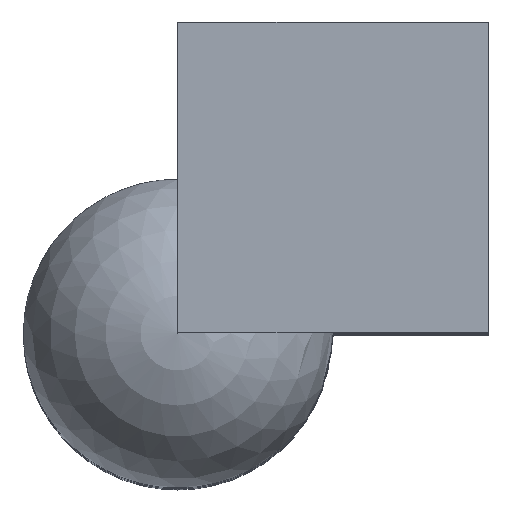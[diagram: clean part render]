
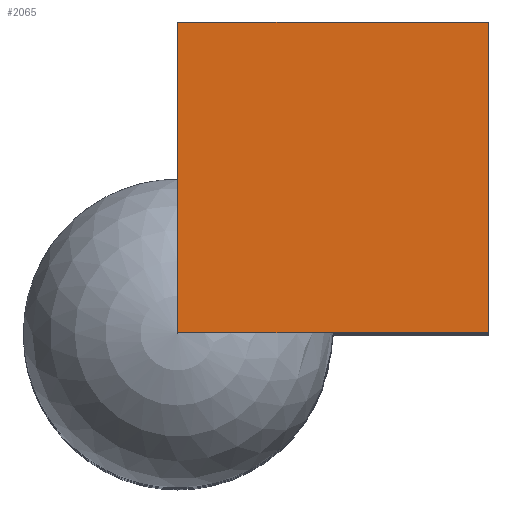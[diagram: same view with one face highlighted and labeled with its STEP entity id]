
A CAD part, top view. The second image highlights one B-rep face of the part: STEP entity #2065.
In plain terms, the highlighted planar face has unit normal (0, 0, 1).
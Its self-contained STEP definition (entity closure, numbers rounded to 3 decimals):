
#1751 = VERTEX_POINT('',#1752);
#1752 = CARTESIAN_POINT('',(0.,0.,10.));
#1759 = PLANE('',#1760);
#1760 = AXIS2_PLACEMENT_3D('',#1761,#1762,#1763);
#1761 = CARTESIAN_POINT('',(0.,0.,0.));
#1762 = DIRECTION('',(1.,0.,-0.));
#1763 = DIRECTION('',(0.,0.,1.));
#1771 = PLANE('',#1772);
#1772 = AXIS2_PLACEMENT_3D('',#1773,#1774,#1775);
#1773 = CARTESIAN_POINT('',(0.,0.,0.));
#1774 = DIRECTION('',(-0.,1.,0.));
#1775 = DIRECTION('',(0.,0.,1.));
#1812 = VERTEX_POINT('',#1813);
#1813 = CARTESIAN_POINT('',(0.,10.,10.));
#1827 = PLANE('',#1828);
#1828 = AXIS2_PLACEMENT_3D('',#1829,#1830,#1831);
#1829 = CARTESIAN_POINT('',(0.,10.,0.));
#1830 = DIRECTION('',(-0.,1.,0.));
#1831 = DIRECTION('',(0.,0.,1.));
#1839 = EDGE_CURVE('',#1751,#1812,#1840,.T.);
#1840 = SURFACE_CURVE('',#1841,(#1845,#1852),.PCURVE_S1.);
#1841 = LINE('',#1842,#1843);
#1842 = CARTESIAN_POINT('',(0.,0.,10.));
#1843 = VECTOR('',#1844,1.);
#1844 = DIRECTION('',(-0.,1.,0.));
#1845 = PCURVE('',#1759,#1846);
#1846 = DEFINITIONAL_REPRESENTATION('',(#1847),#1851);
#1847 = LINE('',#1848,#1849);
#1848 = CARTESIAN_POINT('',(10.,0.));
#1849 = VECTOR('',#1850,1.);
#1850 = DIRECTION('',(0.,-1.));
#1851 = ( GEOMETRIC_REPRESENTATION_CONTEXT(2) 
PARAMETRIC_REPRESENTATION_CONTEXT() REPRESENTATION_CONTEXT('2D SPACE',''
  ) );
#1852 = PCURVE('',#1853,#1858);
#1853 = PLANE('',#1854);
#1854 = AXIS2_PLACEMENT_3D('',#1855,#1856,#1857);
#1855 = CARTESIAN_POINT('',(0.,0.,10.));
#1856 = DIRECTION('',(0.,0.,1.));
#1857 = DIRECTION('',(1.,0.,-0.));
#1858 = DEFINITIONAL_REPRESENTATION('',(#1859),#1863);
#1859 = LINE('',#1860,#1861);
#1860 = CARTESIAN_POINT('',(0.,0.));
#1861 = VECTOR('',#1862,1.);
#1862 = DIRECTION('',(0.,1.));
#1863 = ( GEOMETRIC_REPRESENTATION_CONTEXT(2) 
PARAMETRIC_REPRESENTATION_CONTEXT() REPRESENTATION_CONTEXT('2D SPACE',''
  ) );
#1871 = VERTEX_POINT('',#1872);
#1872 = CARTESIAN_POINT('',(10.,0.,10.));
#1879 = PLANE('',#1880);
#1880 = AXIS2_PLACEMENT_3D('',#1881,#1882,#1883);
#1881 = CARTESIAN_POINT('',(10.,0.,0.));
#1882 = DIRECTION('',(1.,0.,-0.));
#1883 = DIRECTION('',(0.,0.,1.));
#1922 = VERTEX_POINT('',#1923);
#1923 = CARTESIAN_POINT('',(10.,10.,10.));
#1944 = EDGE_CURVE('',#1871,#1922,#1945,.T.);
#1945 = SURFACE_CURVE('',#1946,(#1950,#1957),.PCURVE_S1.);
#1946 = LINE('',#1947,#1948);
#1947 = CARTESIAN_POINT('',(10.,0.,10.));
#1948 = VECTOR('',#1949,1.);
#1949 = DIRECTION('',(0.,1.,0.));
#1950 = PCURVE('',#1879,#1951);
#1951 = DEFINITIONAL_REPRESENTATION('',(#1952),#1956);
#1952 = LINE('',#1953,#1954);
#1953 = CARTESIAN_POINT('',(10.,0.));
#1954 = VECTOR('',#1955,1.);
#1955 = DIRECTION('',(0.,-1.));
#1956 = ( GEOMETRIC_REPRESENTATION_CONTEXT(2) 
PARAMETRIC_REPRESENTATION_CONTEXT() REPRESENTATION_CONTEXT('2D SPACE',''
  ) );
#1957 = PCURVE('',#1853,#1958);
#1958 = DEFINITIONAL_REPRESENTATION('',(#1959),#1963);
#1959 = LINE('',#1960,#1961);
#1960 = CARTESIAN_POINT('',(10.,0.));
#1961 = VECTOR('',#1962,1.);
#1962 = DIRECTION('',(0.,1.));
#1963 = ( GEOMETRIC_REPRESENTATION_CONTEXT(2) 
PARAMETRIC_REPRESENTATION_CONTEXT() REPRESENTATION_CONTEXT('2D SPACE',''
  ) );
#1990 = EDGE_CURVE('',#1751,#1871,#1991,.T.);
#1991 = SURFACE_CURVE('',#1992,(#1996,#2003),.PCURVE_S1.);
#1992 = LINE('',#1993,#1994);
#1993 = CARTESIAN_POINT('',(0.,0.,10.));
#1994 = VECTOR('',#1995,1.);
#1995 = DIRECTION('',(1.,0.,-0.));
#1996 = PCURVE('',#1771,#1997);
#1997 = DEFINITIONAL_REPRESENTATION('',(#1998),#2002);
#1998 = LINE('',#1999,#2000);
#1999 = CARTESIAN_POINT('',(10.,0.));
#2000 = VECTOR('',#2001,1.);
#2001 = DIRECTION('',(0.,1.));
#2002 = ( GEOMETRIC_REPRESENTATION_CONTEXT(2) 
PARAMETRIC_REPRESENTATION_CONTEXT() REPRESENTATION_CONTEXT('2D SPACE',''
  ) );
#2003 = PCURVE('',#1853,#2004);
#2004 = DEFINITIONAL_REPRESENTATION('',(#2005),#2009);
#2005 = LINE('',#2006,#2007);
#2006 = CARTESIAN_POINT('',(0.,0.));
#2007 = VECTOR('',#2008,1.);
#2008 = DIRECTION('',(1.,0.));
#2009 = ( GEOMETRIC_REPRESENTATION_CONTEXT(2) 
PARAMETRIC_REPRESENTATION_CONTEXT() REPRESENTATION_CONTEXT('2D SPACE',''
  ) );
#2037 = EDGE_CURVE('',#1812,#1922,#2038,.T.);
#2038 = SURFACE_CURVE('',#2039,(#2043,#2050),.PCURVE_S1.);
#2039 = LINE('',#2040,#2041);
#2040 = CARTESIAN_POINT('',(0.,10.,10.));
#2041 = VECTOR('',#2042,1.);
#2042 = DIRECTION('',(1.,0.,-0.));
#2043 = PCURVE('',#1827,#2044);
#2044 = DEFINITIONAL_REPRESENTATION('',(#2045),#2049);
#2045 = LINE('',#2046,#2047);
#2046 = CARTESIAN_POINT('',(10.,0.));
#2047 = VECTOR('',#2048,1.);
#2048 = DIRECTION('',(0.,1.));
#2049 = ( GEOMETRIC_REPRESENTATION_CONTEXT(2) 
PARAMETRIC_REPRESENTATION_CONTEXT() REPRESENTATION_CONTEXT('2D SPACE',''
  ) );
#2050 = PCURVE('',#1853,#2051);
#2051 = DEFINITIONAL_REPRESENTATION('',(#2052),#2056);
#2052 = LINE('',#2053,#2054);
#2053 = CARTESIAN_POINT('',(0.,10.));
#2054 = VECTOR('',#2055,1.);
#2055 = DIRECTION('',(1.,0.));
#2056 = ( GEOMETRIC_REPRESENTATION_CONTEXT(2) 
PARAMETRIC_REPRESENTATION_CONTEXT() REPRESENTATION_CONTEXT('2D SPACE',''
  ) );
#2065 = ADVANCED_FACE('',(#2066),#1853,.T.);
#2066 = FACE_BOUND('',#2067,.T.);
#2067 = EDGE_LOOP('',(#2068,#2069,#2070,#2071));
#2068 = ORIENTED_EDGE('',*,*,#1839,.F.);
#2069 = ORIENTED_EDGE('',*,*,#1990,.T.);
#2070 = ORIENTED_EDGE('',*,*,#1944,.T.);
#2071 = ORIENTED_EDGE('',*,*,#2037,.F.);
